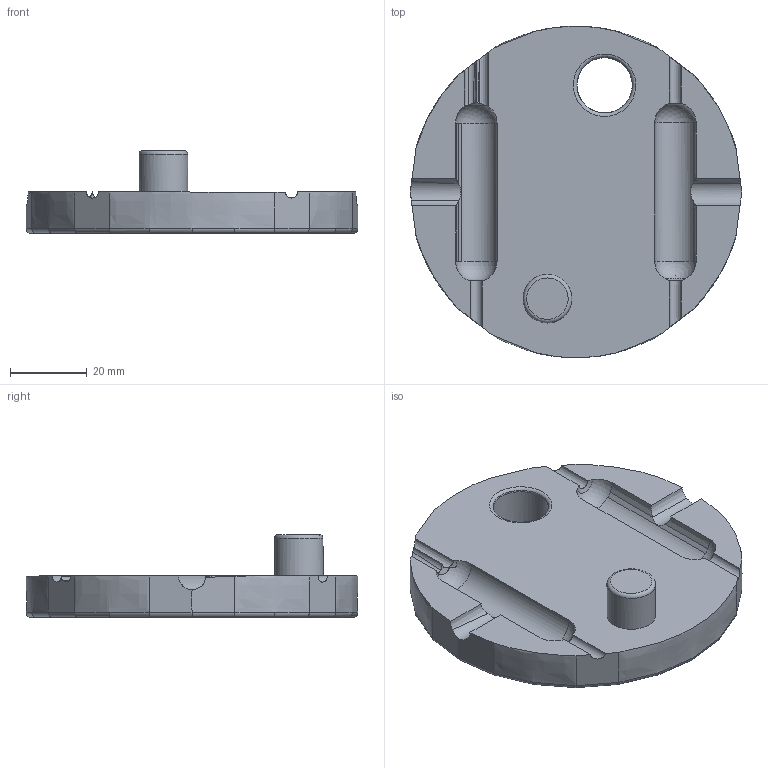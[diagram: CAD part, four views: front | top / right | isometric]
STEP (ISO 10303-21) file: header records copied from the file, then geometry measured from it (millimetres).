
FILE_DESCRIPTION(/* description */ (''),/* implementation_level */ '2;1');
FILE_NAME(/* name */ '1.step',/* time_stamp */ '2025-07-17T12:47:37+03:00',/* author */ (''),/* organization */ (''),/* preprocessor_version */ 'ST-DEVELOPER v20.1',/* originating_system */ 'Autodesk Translation Framework v14.10.0.0',/* authorisation */ '');
FILE_SCHEMA (('AUTOMOTIVE_DESIGN { 1 0 10303 214 3 1 1 }'));
Length unit declared in the file: millimetre
Products named in the file (1): 2025-07-17-12-23-51-798
Bounding box: 86.25 x 86.27 x 21.56 mm (x, y, z)
Volume: 57458.9 mm3; surface area: 15629.3 mm2
Topology: 1 solids, 1 shells, 85 faces, 241 edges, 158 vertices
Faces by surface type: cylinder 33, plane 21, cone 18, bspline 7, sphere 4, torus 2
Full cylindrical faces by diameter (mm): 12.65 x1, 14.375 x1
Entity records: 21452 total; most frequent: CARTESIAN_POINT 19329, ORIENTED_EDGE 482, DIRECTION 388, EDGE_CURVE 241, VERTEX_POINT 159, AXIS2_PLACEMENT_3D 142, LINE 104, VECTOR 104
